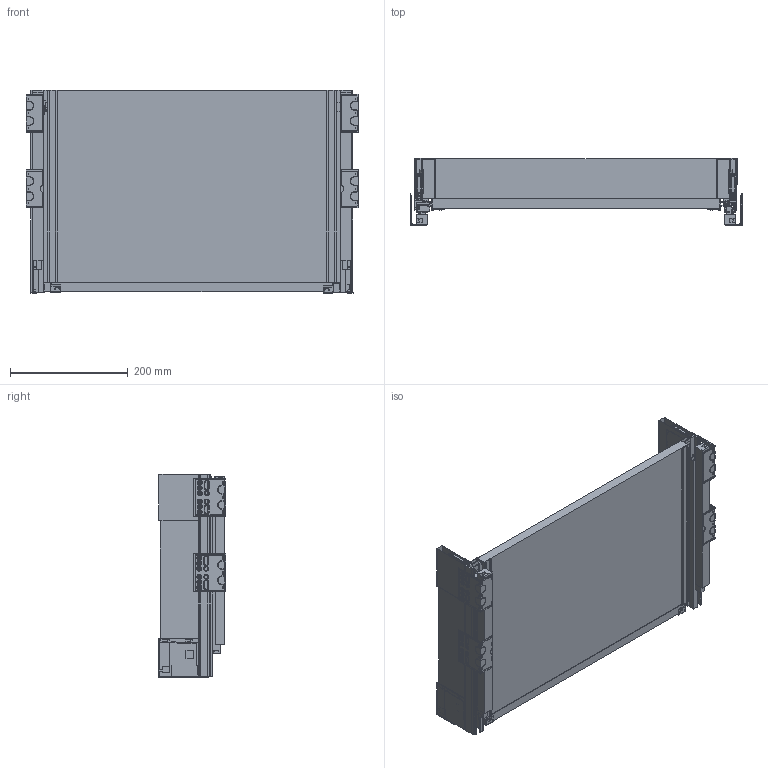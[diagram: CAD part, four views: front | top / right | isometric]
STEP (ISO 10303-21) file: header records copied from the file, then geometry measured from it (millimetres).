
FILE_DESCRIPTION(/* description */ (''),/* implementation_level */ '2;1');
FILE_NAME(/* name */ 'AXIS PRO GLASS 84_350.stp',/* time_stamp */ '2023-08-08T13:25:04+02:00',/* author */ ('tomaszw'),/* organization */ (''),/* preprocessor_version */ 'ST-DEVELOPER v19.2',/* originating_system */ 'Autodesk Inventor 2023',/* authorisation */ '');
FILE_SCHEMA (('AUTOMOTIVE_DESIGN { 1 0 10303 214 3 1 1 }'));
Products named in the file (2): AXIS PRO GLASS; AXIS PRO GLASS_84_350
Assembly tree (1 placements, depth 2):
  AXIS PRO GLASS
    AXIS PRO GLASS_84_350
Bounding box: 563.9 x 114.4 x 345.26 mm (x, y, z)
Volume: 3983273 mm3; surface area: 1036166.8 mm2
Topology: 44 solids, 44 shells, 3003 faces, 8234 edges, 5333 vertices
Faces by surface type: plane 2036, cylinder 578, bspline 202, cone 88, sphere 79, torus 20
Full cylindrical faces by diameter (mm): 2.4 x2, 2.5 x7, 2.8 x4, 2.9 x2, 3.8 x2, 4 x20, 5.5 x1, 6.3 x32, 7 x2, 8.5 x4, 8.8 x8, 10 x9, 10.4 x4
Entity records: 154992 total; most frequent: CARTESIAN_POINT 76496, ORIENTED_EDGE 16438, DIRECTION 14419, EDGE_CURVE 8219, LINE 6239, VECTOR 6239, VERTEX_POINT 5357, AXIS2_PLACEMENT_3D 4090
